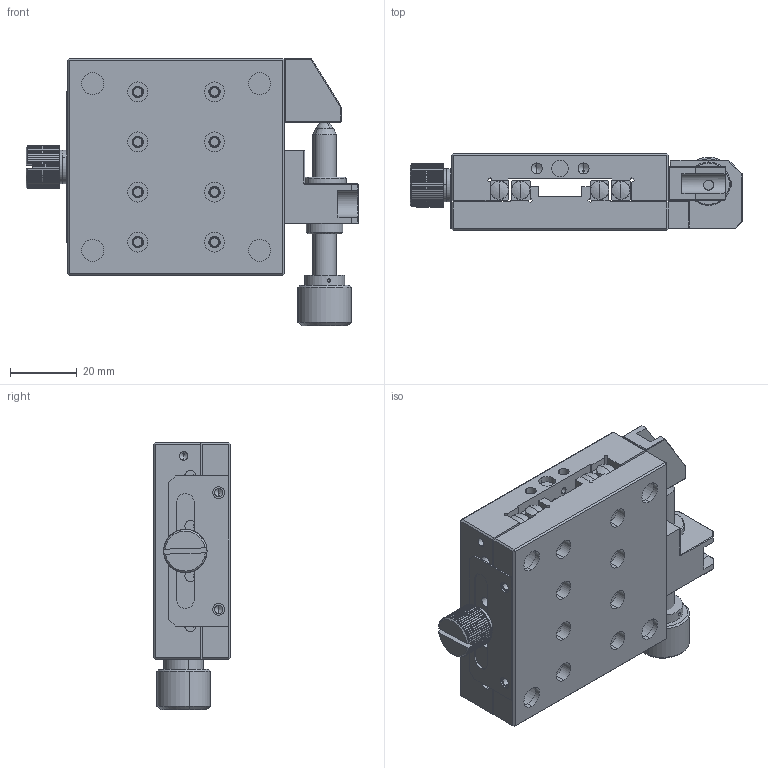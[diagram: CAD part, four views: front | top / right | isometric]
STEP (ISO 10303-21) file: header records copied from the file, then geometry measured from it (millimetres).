
FILE_DESCRIPTION (( 'STEP AP203' ), '1' );
FILE_NAME ('SK25-65SL.step', '2019-05-08T07:38:16', ( '' ), ( '' ), 'SwSTEP 2.0', 'SolidWorks 2017', '' );
FILE_SCHEMA (( 'CONFIG_CONTROL_DESIGN' ));
Length unit declared in the file: millimetre
Products named in the file (1): SK25-65SL
Bounding box: 99.5 x 23 x 80.02 mm (x, y, z)
Volume: 91434.2 mm3; surface area: 47471.7 mm2
Topology: 15 solids, 15 shells, 1336 faces, 3486 edges, 2168 vertices
Faces by surface type: plane 670, cylinder 408, cone 209, torus 17, bspline 16, sphere 16
Entity records: 40855 total; most frequent: CARTESIAN_POINT 7932, DIRECTION 6853, ORIENTED_EDGE 6800, EDGE_CURVE 3400, AXIS2_PLACEMENT_3D 2339, VECTOR 2175, LINE 2175, VERTEX_POINT 2168
